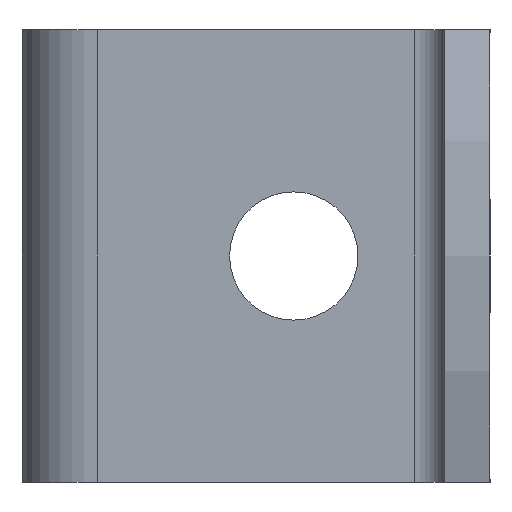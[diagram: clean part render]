
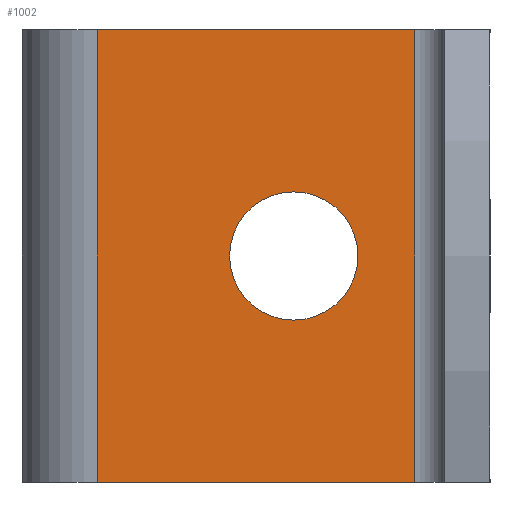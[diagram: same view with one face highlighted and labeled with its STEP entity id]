
A CAD part, left-side view. The second image highlights one B-rep face of the part: STEP entity #1002.
In plain terms, the highlighted planar face has unit normal (-1, 0, 0).
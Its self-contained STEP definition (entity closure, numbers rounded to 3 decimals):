
#84=CARTESIAN_POINT('',(-18.5,13.,-4.25));
#85=VERTEX_POINT('',#84);
#86=CARTESIAN_POINT('',(-18.5,13.,0.0));
#87=DIRECTION('',(1.0,0.0,0.0));
#88=DIRECTION('',(0.0,0.0,1.0));
#89=AXIS2_PLACEMENT_3D('',#86,#87,#88);
#90=CIRCLE('',#89,4.25);
#91=EDGE_CURVE('',#85,#85,#90,.T.);
#926=CARTESIAN_POINT('',(-18.5,26.0,15.0));
#927=VERTEX_POINT('',#926);
#962=CARTESIAN_POINT('',(-18.5,44.715,0.0));
#963=DIRECTION('',(-1.0,0.0,0.0));
#964=DIRECTION('',(0.0,0.0,1.0));
#965=AXIS2_PLACEMENT_3D('',#962,#963,#964);
#966=PLANE('',#965);
#967=CARTESIAN_POINT('',(-18.5,26.0,-15.0));
#968=VERTEX_POINT('',#967);
#969=CARTESIAN_POINT('',(-18.5,26.0,-15.0));
#970=DIRECTION('',(0.0,0.0,1.0));
#971=VECTOR('',#970,30.0);
#972=LINE('',#969,#971);
#973=EDGE_CURVE('',#968,#927,#972,.T.);
#974=ORIENTED_EDGE('',*,*,#973,.F.);
#975=CARTESIAN_POINT('',(-18.5,5.,-15.0));
#976=VERTEX_POINT('',#975);
#977=CARTESIAN_POINT('',(-18.5,5.0,-15.0));
#978=DIRECTION('',(0.0,1.0,0.0));
#979=VECTOR('',#978,21.);
#980=LINE('',#977,#979);
#981=EDGE_CURVE('',#976,#968,#980,.T.);
#982=ORIENTED_EDGE('',*,*,#981,.F.);
#983=CARTESIAN_POINT('',(-18.5,5.0,15.0));
#984=VERTEX_POINT('',#983);
#985=CARTESIAN_POINT('',(-18.5,5.0,-15.0));
#986=DIRECTION('',(0.0,0.0,1.0));
#987=VECTOR('',#986,30.0);
#988=LINE('',#985,#987);
#989=EDGE_CURVE('',#976,#984,#988,.T.);
#990=ORIENTED_EDGE('',*,*,#989,.T.);
#991=CARTESIAN_POINT('',(-18.5,26.,15.0));
#992=DIRECTION('',(0.0,-1.0,0.0));
#993=VECTOR('',#992,21.0);
#994=LINE('',#991,#993);
#995=EDGE_CURVE('',#927,#984,#994,.T.);
#996=ORIENTED_EDGE('',*,*,#995,.F.);
#997=EDGE_LOOP('',(#974,#982,#990,#996));
#998=FACE_OUTER_BOUND('',#997,.T.);
#999=ORIENTED_EDGE('',*,*,#91,.T.);
#1000=EDGE_LOOP('',(#999));
#1001=FACE_BOUND('',#1000,.T.);
#1002=ADVANCED_FACE('',(#998,#1001),#966,.T.);
